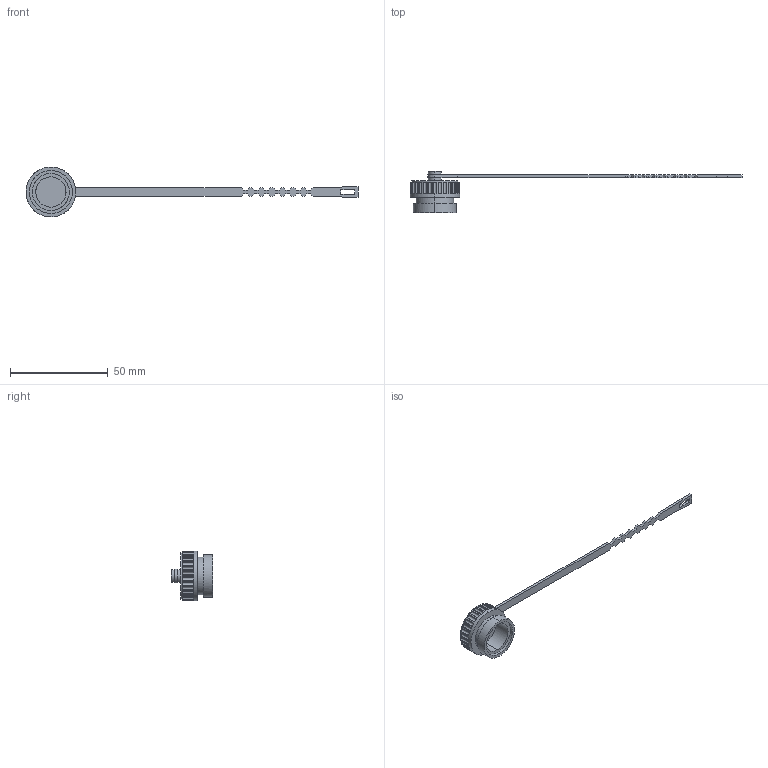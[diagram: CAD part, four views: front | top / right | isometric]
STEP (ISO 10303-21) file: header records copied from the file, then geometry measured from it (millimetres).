
FILE_DESCRIPTION (( 'STEP AP203' ), '1' );
FILE_NAME ('P358(PCS7-8-1).STEP', '2020-04-15T06:42:45', ( 'edpusr' ), ( 'Microsoft' ), 'SwSTEP 2.0', 'SolidWorks 2015', '' );
FILE_SCHEMA (( 'CONFIG_CONTROL_DESIGN' ));
Length unit declared in the file: millimetre
Products named in the file (1): P358(PCS7-8-1)
Bounding box: 170 x 21.1 x 25.5 mm (x, y, z)
Volume: 5811.2 mm3; surface area: 4923.3 mm2
Topology: 1 solids, 1 shells, 246 faces, 707 edges, 472 vertices
Faces by surface type: cylinder 136, plane 110
Entity records: 9778 total; most frequent: CARTESIAN_POINT 3691, ORIENTED_EDGE 1414, DIRECTION 1009, EDGE_CURVE 707, VERTEX_POINT 472, VECTOR 373, LINE 373, AXIS2_PLACEMENT_3D 318
